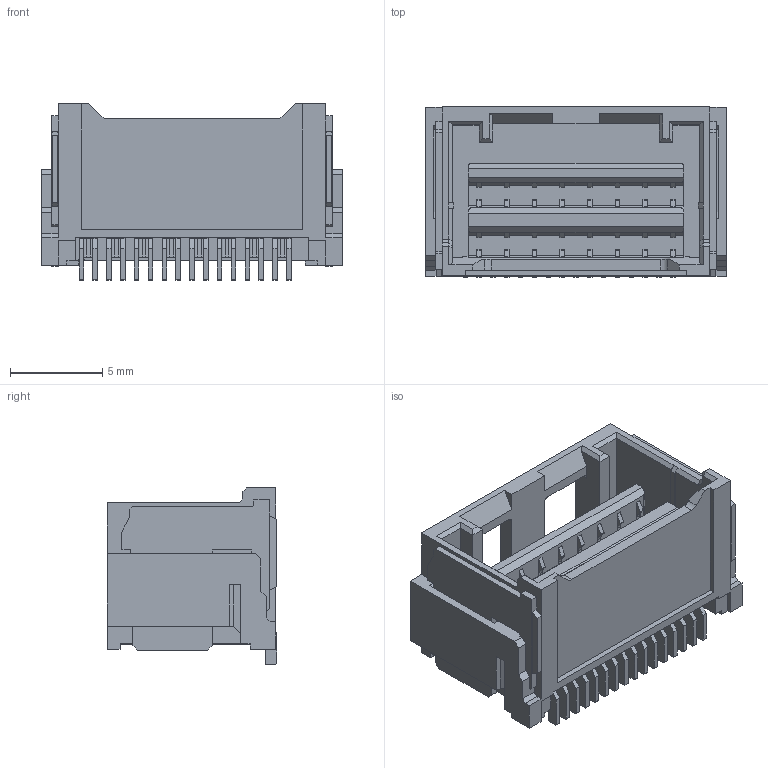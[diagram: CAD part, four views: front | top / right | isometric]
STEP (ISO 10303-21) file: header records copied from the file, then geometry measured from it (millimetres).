
FILE_DESCRIPTION((''),'2;1');
FILE_NAME('5031481690','2016-04-07T',('Me'),(''),'PRO/ENGINEER BY PARAMETRIC TECHNOLOGY CORPORATION, 2012310','PRO/ENGINEER BY PARAMETRIC TECHNOLOGY CORPORATION, 2012310','');
FILE_SCHEMA(('CONFIG_CONTROL_DESIGN'));
Length unit declared in the file: millimetre
Products named in the file (1): 5031481690
Bounding box: 16.3 x 9.2 x 9.55 mm (x, y, z)
Volume: 619.2 mm3; surface area: 1301.5 mm2
Topology: 1 solids, 1 shells, 813 faces, 2453 edges, 1648 vertices
Faces by surface type: plane 683, cylinder 128, cone 2
Entity records: 27142 total; most frequent: CARTESIAN_POINT 4921, ORIENTED_EDGE 4762, DIRECTION 4311, EDGE_CURVE 2381, VECTOR 2195, LINE 2195, VERTEX_POINT 1576, AXIS2_PLACEMENT_3D 1058
